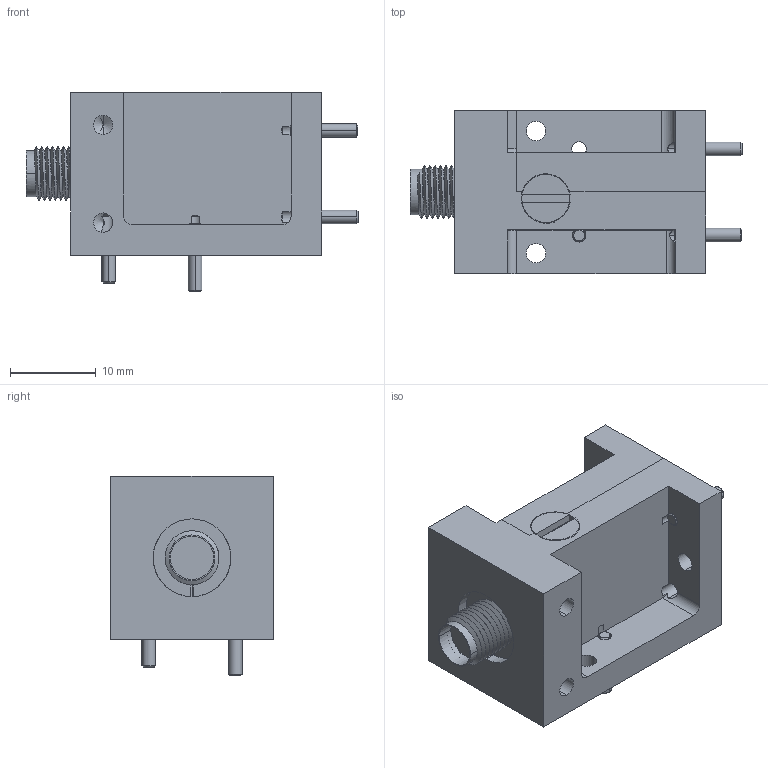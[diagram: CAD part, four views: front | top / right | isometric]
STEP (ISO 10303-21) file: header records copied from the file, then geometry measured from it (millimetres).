
FILE_DESCRIPTION (( 'STEP AP214' ), '1' );
FILE_NAME ('FB-NE-A Defeatured.STEP', '2023-01-09T19:42:53', ( '' ), ( '' ), 'SwSTEP 2.0', 'SolidWorks 2021', '' );
FILE_SCHEMA (( 'AUTOMOTIVE_DESIGN' ));
Length unit declared in the file: inch
Products named in the file (1): FB-NE-A Defeatured
Bounding box: 38.8 x 19.05 x 23.31 mm (x, y, z)
Volume: 7159.5 mm3; surface area: 5914.7 mm2
Topology: 13 solids, 13 shells, 564 faces, 1454 edges, 890 vertices
Faces by surface type: cylinder 218, cone 180, plane 155, bspline 11
Entity records: 28130 total; most frequent: CARTESIAN_POINT 7607, ORIENTED_EDGE 2856, DIRECTION 2633, EDGE_CURVE 1428, AXIS2_PLACEMENT_3D 1004, VERTEX_POINT 890, LINE 625, VECTOR 625
